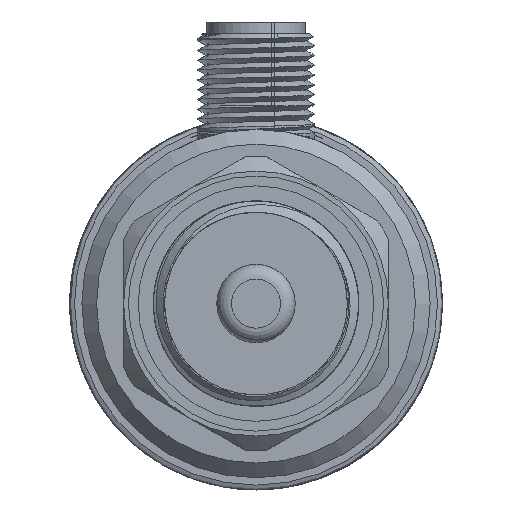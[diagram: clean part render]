
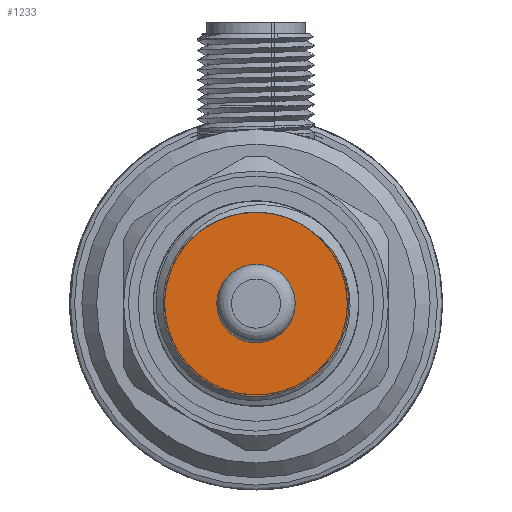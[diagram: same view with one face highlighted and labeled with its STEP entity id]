
A CAD part, left-side view. The second image highlights one B-rep face of the part: STEP entity #1233.
In plain terms, the highlighted planar face has unit normal (-1, 0, 0).
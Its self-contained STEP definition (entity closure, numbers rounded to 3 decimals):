
#607=PLANE('',#12421);
#1005=FACE_BOUND('',#2708,.T.);
#1006=FACE_BOUND('',#2709,.T.);
#1233=ADVANCED_FACE('',(#1005,#1006),#607,.T.);
#2708=EDGE_LOOP('',(#5681,#5682,#5683,#5684));
#2709=EDGE_LOOP('',(#5685));
#3525=B_SPLINE_CURVE_WITH_KNOTS('',3,(#16664,#16665,#16666,#16667),
 .UNSPECIFIED.,.F.,.F.,(4,4),(0.,1.),.UNSPECIFIED.);
#3526=B_SPLINE_CURVE_WITH_KNOTS('',3,(#16672,#16673,#16674,#16675),
 .UNSPECIFIED.,.F.,.F.,(4,4),(0.,1.),.UNSPECIFIED.);
#5681=ORIENTED_EDGE('',*,*,#10287,.F.);
#5682=ORIENTED_EDGE('',*,*,#10288,.T.);
#5683=ORIENTED_EDGE('',*,*,#10289,.F.);
#5684=ORIENTED_EDGE('',*,*,#10290,.T.);
#5685=ORIENTED_EDGE('',*,*,#10291,.T.);
#9099=VERTEX_POINT('',#16668);
#9100=VERTEX_POINT('',#16669);
#9101=VERTEX_POINT('',#16671);
#9102=VERTEX_POINT('',#16676);
#9103=VERTEX_POINT('',#16679);
#10287=EDGE_CURVE('',#9099,#9100,#3525,.T.);
#10288=EDGE_CURVE('',#9099,#9101,#11999,.T.);
#10289=EDGE_CURVE('',#9102,#9101,#3526,.T.);
#10290=EDGE_CURVE('',#9102,#9100,#12000,.T.);
#10291=EDGE_CURVE('',#9103,#9103,#12001,.T.);
#11999=CIRCLE('',#12418,9.316);
#12000=CIRCLE('',#12419,9.475);
#12001=CIRCLE('',#12420,4.);
#12418=AXIS2_PLACEMENT_3D('',#16670,#13578,#13579);
#12419=AXIS2_PLACEMENT_3D('',#16677,#13580,#13581);
#12420=AXIS2_PLACEMENT_3D('',#16678,#13582,#13583);
#12421=AXIS2_PLACEMENT_3D('',#16680,#13584,#13585);
#13578=DIRECTION('',(-1.,0.,0.));
#13579=DIRECTION('',(0.,0.,-1.));
#13580=DIRECTION('',(-1.,0.,0.));
#13581=DIRECTION('',(0.,0.,1.));
#13582=DIRECTION('',(1.,0.,0.));
#13583=DIRECTION('',(0.,0.,1.));
#13584=DIRECTION('',(-1.,0.,0.));
#13585=DIRECTION('',(0.,0.,-1.));
#16664=CARTESIAN_POINT('',(-76.,12.044,-10.85));
#16665=CARTESIAN_POINT('',(-76.,11.309,-11.389));
#16666=CARTESIAN_POINT('',(-76.,10.67,-12.024));
#16667=CARTESIAN_POINT('',(-76.,10.121,-12.749));
#16668=CARTESIAN_POINT('',(-76.,12.044,-10.85));
#16669=CARTESIAN_POINT('',(-76.,10.121,-12.749));
#16670=CARTESIAN_POINT('',(-76.,18.,-18.012));
#16671=CARTESIAN_POINT('',(-76.,23.956,-10.85));
#16672=CARTESIAN_POINT('',(-76.,25.879,-12.749));
#16673=CARTESIAN_POINT('',(-76.,25.336,-12.032));
#16674=CARTESIAN_POINT('',(-76.,24.687,-11.387));
#16675=CARTESIAN_POINT('',(-76.,23.956,-10.85));
#16676=CARTESIAN_POINT('',(-76.,25.879,-12.749));
#16677=CARTESIAN_POINT('',(-76.,18.,-18.012));
#16678=CARTESIAN_POINT('',(-76.,18.,-18.012));
#16679=CARTESIAN_POINT('',(-76.,18.,-14.012));
#16680=CARTESIAN_POINT('',(-76.,18.,-18.012));
